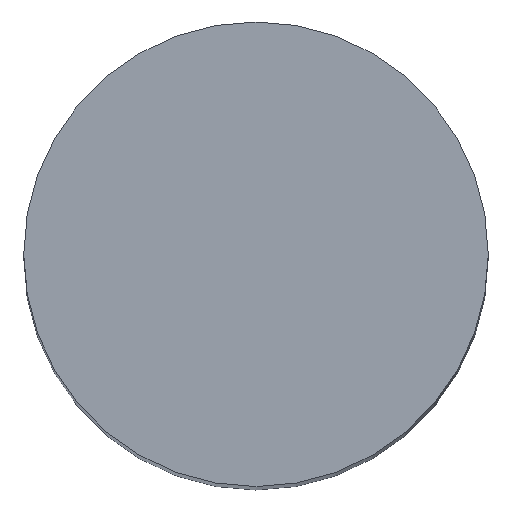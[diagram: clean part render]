
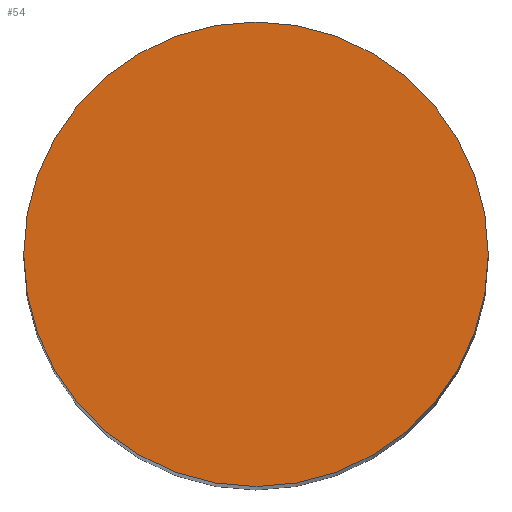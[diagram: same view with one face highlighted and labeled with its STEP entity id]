
A CAD part, top view. The second image highlights one B-rep face of the part: STEP entity #54.
In plain terms, the highlighted planar face has unit normal (0, 0, 1).
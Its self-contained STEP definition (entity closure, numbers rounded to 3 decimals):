
#2 = AXIS2_PLACEMENT_3D ( 'NONE', #45, #36, #69 ) ;
#3 = CARTESIAN_POINT ( 'NONE',  ( 0., 0., 27.6 ) ) ;
#5 = AXIS2_PLACEMENT_3D ( 'NONE', #3, #97, #162 ) ;
#7 = PLANE ( 'NONE',  #5 ) ;
#22 = EDGE_CURVE ( 'NONE', #50, #103, #86, .T. ) ;
#31 = DIRECTION ( 'NONE',  ( 0., 0., 1. ) ) ;
#36 = DIRECTION ( 'NONE',  ( 0., 0., 1. ) ) ;
#40 = CARTESIAN_POINT ( 'NONE',  ( 0., 0., 27.6 ) ) ;
#45 = CARTESIAN_POINT ( 'NONE',  ( 0., 0., 27.6 ) ) ;
#46 = DIRECTION ( 'NONE',  ( 1., 0., 0. ) ) ;
#50 = VERTEX_POINT ( 'NONE', #160 ) ;
#54 = ADVANCED_FACE ( 'NONE', ( #167 ), #7, .T. ) ;
#55 = EDGE_CURVE ( 'NONE', #103, #50, #166, .T. ) ;
#67 = AXIS2_PLACEMENT_3D ( 'NONE', #40, #31, #46 ) ;
#69 = DIRECTION ( 'NONE',  ( 1., 0., 0. ) ) ;
#83 = CARTESIAN_POINT ( 'NONE',  ( 3.25, 0., 27.6 ) ) ;
#86 = CIRCLE ( 'NONE', #67, 3.25 ) ;
#97 = DIRECTION ( 'NONE',  ( 0., 0., 1. ) ) ;
#103 = VERTEX_POINT ( 'NONE', #83 ) ;
#112 = ORIENTED_EDGE ( 'NONE', *, *, #55, .T. ) ;
#117 = EDGE_LOOP ( 'NONE', ( #157, #112 ) ) ;
#157 = ORIENTED_EDGE ( 'NONE', *, *, #22, .T. ) ;
#160 = CARTESIAN_POINT ( 'NONE',  ( -3.25, 0., 27.6 ) ) ;
#162 = DIRECTION ( 'NONE',  ( 1., 0., 0. ) ) ;
#166 = CIRCLE ( 'NONE', #2, 3.25 ) ;
#167 = FACE_OUTER_BOUND ( 'NONE', #117, .T. ) ;
